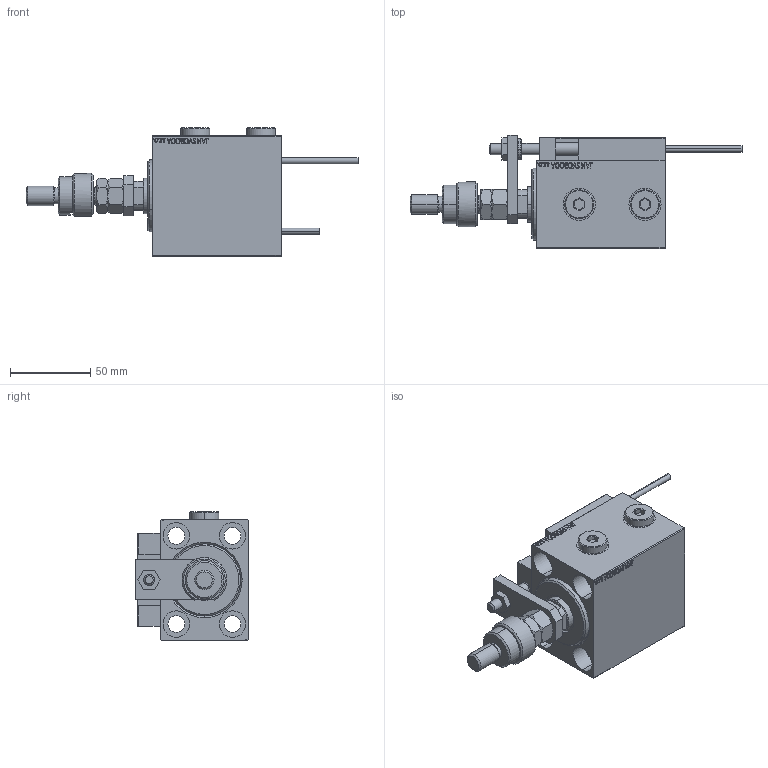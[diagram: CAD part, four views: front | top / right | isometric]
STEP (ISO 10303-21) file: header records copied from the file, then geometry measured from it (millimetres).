
FILE_DESCRIPTION (( 'STEP AP203' ), '1' );
FILE_NAME ('b54e.STEP', '2024-02-13T04:29:10', ( '' ), ( '' ), 'SwSTEP 2.0', 'SolidWorks 2019', '' );
FILE_SCHEMA (( 'CONFIG_CONTROL_DESIGN' ));
Length unit declared in the file: millimetre
Products named in the file (19): KONCOVKA 485b76db614f30cf1c089c03faa77ee9; V450CM_VC_B 485b76db614f30cf1c089c03faa77ee9; Zatka_OIL_PORT 485b76db614f30cf1c089c03faa77ee9; ALLEN BOLT D8 485b76db614f30cf1c089c03faa77ee9; V450CM_C_Body 485b76db614f30cf1c089c03faa77ee9; TYC_L79 485b76db614f30cf1c089c03faa77ee9; ALLEN BOLT D5 485b76db614f30cf1c089c03faa77ee9; FEMALE_PART_FOR_DFA 485b76db614f30cf1c089c03faa77ee9; SWITCH_X_FRONT_BACK 485b76db614f30cf1c089c03faa77ee9; X_Y_DFA 485b76db614f30cf1c089c03faa77ee9; SWITCH X 485b76db614f30cf1c089c03faa77ee9; Block 485b76db614f30cf1c089c03faa77ee9; MAGNET 485b76db614f30cf1c089c03faa77ee9; b54e; MFA 485b76db614f30cf1c089c03faa77ee9; NUT_D12 485b76db614f30cf1c089c03faa77ee9; SWITCH DIM B,W 485b76db614f30cf1c089c03faa77ee9; V450CM_C_VCP 485b76db614f30cf1c089c03faa77ee9; ZARAZKA 485b76db614f30cf1c089c03faa77ee9
Assembly tree (29 placements, depth 3):
  b54e
    V450CM_C_Body 485b76db614f30cf1c089c03faa77ee9
    SWITCH X 485b76db614f30cf1c089c03faa77ee9
      SWITCH_X_FRONT_BACK 485b76db614f30cf1c089c03faa77ee9  x2
      TYC_L79 485b76db614f30cf1c089c03faa77ee9
      Block 485b76db614f30cf1c089c03faa77ee9  x2
      ALLEN BOLT D5 485b76db614f30cf1c089c03faa77ee9  x4
      ALLEN BOLT D8 485b76db614f30cf1c089c03faa77ee9  x4
      MAGNET 485b76db614f30cf1c089c03faa77ee9  x2
      KONCOVKA 485b76db614f30cf1c089c03faa77ee9  x2
    NUT_D12 485b76db614f30cf1c089c03faa77ee9
    SWITCH DIM B,W 485b76db614f30cf1c089c03faa77ee9
    ZARAZKA 485b76db614f30cf1c089c03faa77ee9
    V450CM_C_VCP 485b76db614f30cf1c089c03faa77ee9
    V450CM_VC_B 485b76db614f30cf1c089c03faa77ee9
    X_Y_DFA 485b76db614f30cf1c089c03faa77ee9
      FEMALE_PART_FOR_DFA 485b76db614f30cf1c089c03faa77ee9
      MFA 485b76db614f30cf1c089c03faa77ee9
    Zatka_OIL_PORT 485b76db614f30cf1c089c03faa77ee9  x2
Bounding box: 207 x 70.5 x 79.9 mm (x, y, z)
Volume: 346597.5 mm3; surface area: 97469.7 mm2
Topology: 27 solids, 27 shells, 1421 faces, 3370 edges, 2139 vertices
Faces by surface type: plane 622, bspline 380, cylinder 217, cone 150, torus 48, sphere 4
Entity records: 54309 total; most frequent: CARTESIAN_POINT 27004, ORIENTED_EDGE 5680, DIRECTION 4010, EDGE_CURVE 2840, VERTEX_POINT 1839, VECTOR 1592, LINE 1592, EDGE_LOOP 1323
